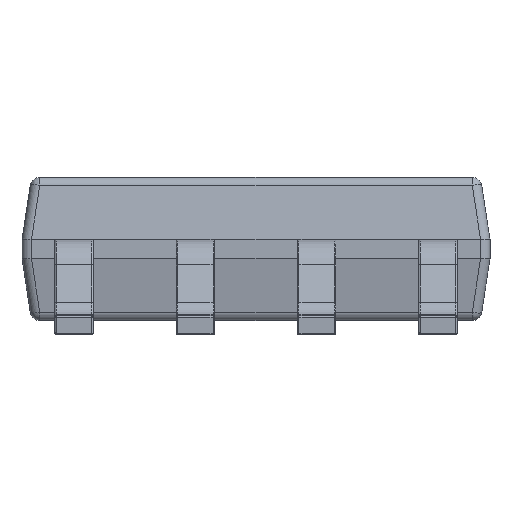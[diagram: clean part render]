
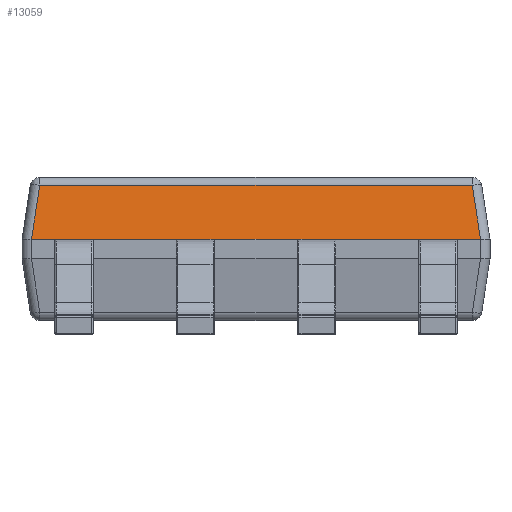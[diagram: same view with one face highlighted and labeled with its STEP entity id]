
A CAD part, left-side view. The second image highlights one B-rep face of the part: STEP entity #13059.
In plain terms, the highlighted planar face has unit normal (-0.988, 0, 0.152).
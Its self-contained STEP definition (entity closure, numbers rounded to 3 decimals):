
#321=(
BOUNDED_CURVE()
B_SPLINE_CURVE(3,(#19503,#19504,#19505,#19506),.UNSPECIFIED.,.F.,.F.)
B_SPLINE_CURVE_WITH_KNOTS((4,4),(6.272,6.283),
 .UNSPECIFIED.)
CURVE()
GEOMETRIC_REPRESENTATION_ITEM()
RATIONAL_B_SPLINE_CURVE((1.,1.,1.,1.))
REPRESENTATION_ITEM('')
);
#322=(
BOUNDED_CURVE()
B_SPLINE_CURVE(3,(#19508,#19509,#19510,#19511),.UNSPECIFIED.,.F.,.F.)
B_SPLINE_CURVE_WITH_KNOTS((4,4),(0.,0.012),
 .UNSPECIFIED.)
CURVE()
GEOMETRIC_REPRESENTATION_ITEM()
RATIONAL_B_SPLINE_CURVE((1.,1.,1.,1.))
REPRESENTATION_ITEM('')
);
#712=PLANE('',#13920);
#1066=FACE_OUTER_BOUND('',#1880,.T.);
#1880=EDGE_LOOP('',(#8447,#8448,#8449,#8450,#8451,#8452));
#2747=LINE('',#19422,#3837);
#2770=LINE('',#19502,#3860);
#2771=LINE('',#19513,#3861);
#2772=LINE('',#19514,#3862);
#3837=VECTOR('',#15154,1.);
#3860=VECTOR('',#15203,1.);
#3861=VECTOR('',#15204,1.);
#3862=VECTOR('',#15205,1.);
#5406=VERTEX_POINT('',#19420);
#5407=VERTEX_POINT('',#19421);
#5434=VERTEX_POINT('',#19500);
#5435=VERTEX_POINT('',#19501);
#5436=VERTEX_POINT('',#19507);
#5437=VERTEX_POINT('',#19512);
#6535=EDGE_CURVE('',#5406,#5407,#2747,.T.);
#6568=EDGE_CURVE('',#5434,#5435,#2770,.T.);
#6569=EDGE_CURVE('',#5435,#5407,#321,.T.);
#6570=EDGE_CURVE('',#5406,#5436,#322,.T.);
#6571=EDGE_CURVE('',#5436,#5437,#2771,.T.);
#6572=EDGE_CURVE('',#5437,#5434,#2772,.T.);
#8447=ORIENTED_EDGE('',*,*,#6568,.T.);
#8448=ORIENTED_EDGE('',*,*,#6569,.T.);
#8449=ORIENTED_EDGE('',*,*,#6535,.F.);
#8450=ORIENTED_EDGE('',*,*,#6570,.T.);
#8451=ORIENTED_EDGE('',*,*,#6571,.T.);
#8452=ORIENTED_EDGE('',*,*,#6572,.T.);
#13059=ADVANCED_FACE('',(#1066),#712,.T.);
#13920=AXIS2_PLACEMENT_3D('',#19499,#15201,#15202);
#15154=DIRECTION('',(0.,1.,0.));
#15201=DIRECTION('center_axis',(-0.988,0.,
0.152));
#15202=DIRECTION('ref_axis',(0.,1.,0.));
#15203=DIRECTION('',(-0.15,0.15,-0.977));
#15204=DIRECTION('',(0.15,0.15,0.977));
#15205=DIRECTION('',(0.,1.,0.));
#19420=CARTESIAN_POINT('',(-1.916,-2.309,0.982));
#19421=CARTESIAN_POINT('',(-1.916,2.309,0.982));
#19422=CARTESIAN_POINT('',(-1.916,2.408,0.982));
#19499=CARTESIAN_POINT('Origin',(-1.818,0.,1.621));
#19500=CARTESIAN_POINT('',(-1.831,2.225,1.537));
#19501=CARTESIAN_POINT('',(-1.916,2.31,0.982));
#19502=CARTESIAN_POINT('',(-1.768,2.162,1.946));
#19503=CARTESIAN_POINT('Ctrl Pts',(-1.916,2.31,0.982));
#19504=CARTESIAN_POINT('Ctrl Pts',(-1.916,2.31,0.982));
#19505=CARTESIAN_POINT('Ctrl Pts',(-1.916,2.31,0.982));
#19506=CARTESIAN_POINT('Ctrl Pts',(-1.916,2.309,0.982));
#19507=CARTESIAN_POINT('',(-1.916,-2.31,0.982));
#19508=CARTESIAN_POINT('Ctrl Pts',(-1.916,-2.309,0.982));
#19509=CARTESIAN_POINT('Ctrl Pts',(-1.916,-2.31,0.982));
#19510=CARTESIAN_POINT('Ctrl Pts',(-1.916,-2.31,0.982));
#19511=CARTESIAN_POINT('Ctrl Pts',(-1.916,-2.31,0.982));
#19512=CARTESIAN_POINT('',(-1.831,-2.225,1.537));
#19513=CARTESIAN_POINT('',(-1.768,-2.162,1.946));
#19514=CARTESIAN_POINT('',(-1.831,0.,1.537));
